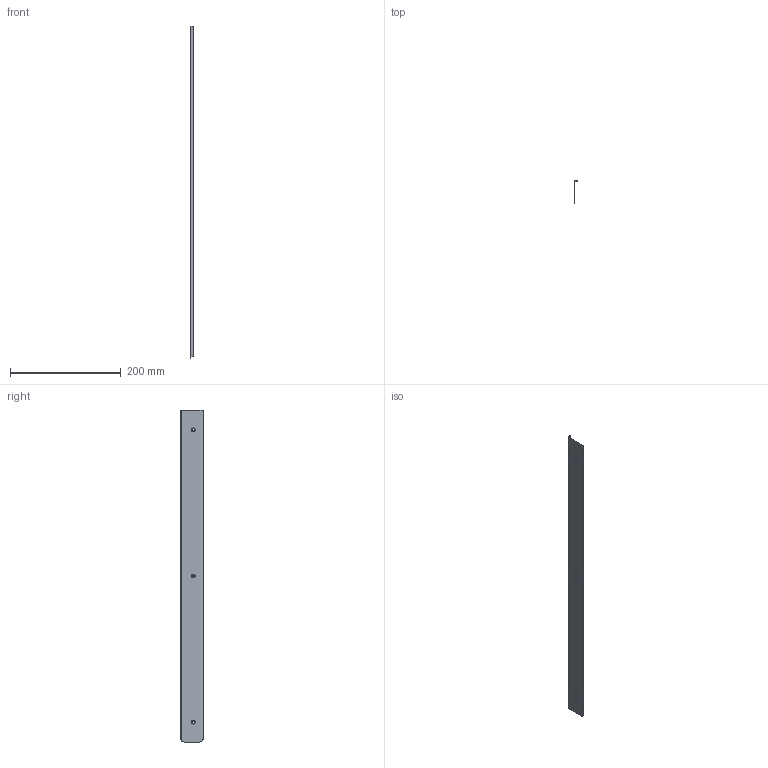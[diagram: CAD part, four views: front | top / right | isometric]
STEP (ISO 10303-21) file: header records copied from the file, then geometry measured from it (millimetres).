
FILE_DESCRIPTION (( 'STEP AP214' ), '1' );
FILE_NAME ('F001202_3D.step', '2022-08-15T13:47:32', ( '' ), ( '' ), 'SwSTEP 2.0', 'SolidWorks 2020', '' );
FILE_SCHEMA (( 'AUTOMOTIVE_DESIGN' ));
Length unit declared in the file: millimetre
Products named in the file (1): F001202_3D
Bounding box: 5.5 x 40 x 600 mm (x, y, z)
Volume: 24052.1 mm3; surface area: 53629.8 mm2
Topology: 1 solids, 1 shells, 22 faces, 55 edges, 35 vertices
Faces by surface type: cylinder 9, plane 7, cone 6
Entity records: 719 total; most frequent: CARTESIAN_POINT 127, DIRECTION 123, ORIENTED_EDGE 110, EDGE_CURVE 55, AXIS2_PLACEMENT_3D 47, VERTEX_POINT 35, VECTOR 29, LINE 29
